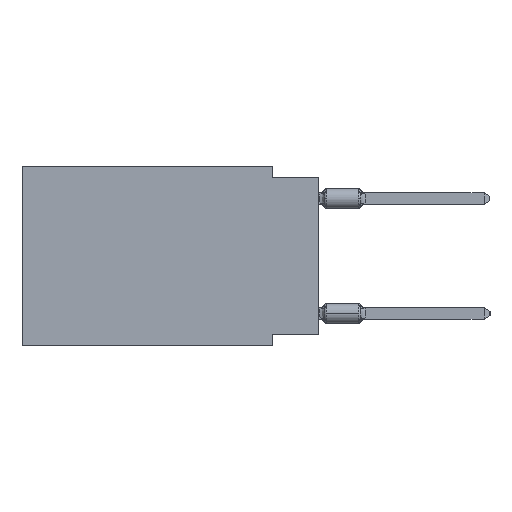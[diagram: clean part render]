
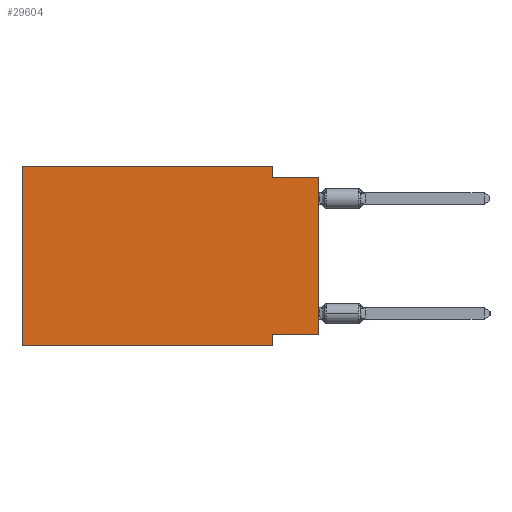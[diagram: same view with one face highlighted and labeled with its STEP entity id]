
A CAD part, left-side view. The second image highlights one B-rep face of the part: STEP entity #29604.
In plain terms, the highlighted planar face has unit normal (-1, 0, 0).
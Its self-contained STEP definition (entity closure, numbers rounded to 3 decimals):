
#278 = VERTEX_POINT ( 'NONE', #8076 ) ;
#455 = DIRECTION ( 'NONE',  ( 0., -1., 0. ) ) ;
#1069 = ORIENTED_EDGE ( 'NONE', *, *, #29470, .T. ) ;
#1554 = EDGE_LOOP ( 'NONE', ( #1730, #16266, #29143, #19808, #15541, #1069, #3488, #23220 ) ) ;
#1730 = ORIENTED_EDGE ( 'NONE', *, *, #16935, .T. ) ;
#2069 = CARTESIAN_POINT ( 'NONE',  ( 0., 2.54, 0. ) ) ;
#2311 = VERTEX_POINT ( 'NONE', #14885 ) ;
#2347 = DIRECTION ( 'NONE',  ( 0., 1., 0. ) ) ;
#2782 = LINE ( 'NONE', #11550, #6728 ) ;
#3488 = ORIENTED_EDGE ( 'NONE', *, *, #18729, .F. ) ;
#4003 = VERTEX_POINT ( 'NONE', #24779 ) ;
#4299 = VERTEX_POINT ( 'NONE', #25949 ) ;
#4762 = CARTESIAN_POINT ( 'NONE',  ( 0., 2.54, -9.906 ) ) ;
#4847 = CARTESIAN_POINT ( 'NONE',  ( 0., 16.383, -9.906 ) ) ;
#5745 = DIRECTION ( 'NONE',  ( 1., 0., 0. ) ) ;
#6117 = DIRECTION ( 'NONE',  ( 0., 0., 1. ) ) ;
#6186 = LINE ( 'NONE', #20195, #18841 ) ;
#6301 = LINE ( 'NONE', #2069, #6559 ) ;
#6513 = EDGE_CURVE ( 'NONE', #2311, #278, #2782, .T. ) ;
#6559 = VECTOR ( 'NONE', #15493, 1000. ) ;
#6566 = VERTEX_POINT ( 'NONE', #4762 ) ;
#6728 = VECTOR ( 'NONE', #2347, 1000. ) ;
#7571 = EDGE_CURVE ( 'NONE', #4299, #4003, #6301, .T. ) ;
#7853 = PLANE ( 'NONE',  #18691 ) ;
#8076 = CARTESIAN_POINT ( 'NONE',  ( 0., 2.54, -9.271 ) ) ;
#9331 = CARTESIAN_POINT ( 'NONE',  ( 0., 16.383, 0. ) ) ;
#11550 = CARTESIAN_POINT ( 'NONE',  ( 0., 0., -9.271 ) ) ;
#12126 = CARTESIAN_POINT ( 'NONE',  ( 0., 0., -0.635 ) ) ;
#12407 = CARTESIAN_POINT ( 'NONE',  ( 0., 2.54, -9.906 ) ) ;
#12465 = LINE ( 'NONE', #25642, #19735 ) ;
#13283 = DIRECTION ( 'NONE',  ( 0., 0., -1. ) ) ;
#14817 = VECTOR ( 'NONE', #455, 1000. ) ;
#14885 = CARTESIAN_POINT ( 'NONE',  ( 0., 0., -9.271 ) ) ;
#15014 = CARTESIAN_POINT ( 'NONE',  ( 0., 0., -0.635 ) ) ;
#15493 = DIRECTION ( 'NONE',  ( 0., 0., -1. ) ) ;
#15541 = ORIENTED_EDGE ( 'NONE', *, *, #25531, .F. ) ;
#16266 = ORIENTED_EDGE ( 'NONE', *, *, #25474, .F. ) ;
#16935 = EDGE_CURVE ( 'NONE', #2311, #25752, #12465, .T. ) ;
#16948 = VECTOR ( 'NONE', #6117, 1000. ) ;
#17050 = CARTESIAN_POINT ( 'NONE',  ( 0., 16.383, 0. ) ) ;
#17126 = CARTESIAN_POINT ( 'NONE',  ( 0., 16.383, 0. ) ) ;
#17899 = VECTOR ( 'NONE', #24186, 1000. ) ;
#18691 = AXIS2_PLACEMENT_3D ( 'NONE', #17050, #5745, #19318 ) ;
#18729 = EDGE_CURVE ( 'NONE', #278, #6566, #25945, .T. ) ;
#18841 = VECTOR ( 'NONE', #24548, 1000. ) ;
#19318 = DIRECTION ( 'NONE',  ( 0., 0., -1. ) ) ;
#19496 = DIRECTION ( 'NONE',  ( 0., 0., 1. ) ) ;
#19541 = LINE ( 'NONE', #15014, #17899 ) ;
#19735 = VECTOR ( 'NONE', #19496, 1000. ) ;
#19808 = ORIENTED_EDGE ( 'NONE', *, *, #24679, .F. ) ;
#20122 = LINE ( 'NONE', #17126, #16948 ) ;
#20195 = CARTESIAN_POINT ( 'NONE',  ( 0., 16.383, 0. ) ) ;
#22250 = VERTEX_POINT ( 'NONE', #9331 ) ;
#23220 = ORIENTED_EDGE ( 'NONE', *, *, #6513, .F. ) ;
#24186 = DIRECTION ( 'NONE',  ( 0., -1., 0. ) ) ;
#24548 = DIRECTION ( 'NONE',  ( 0., -1., 0. ) ) ;
#24565 = VERTEX_POINT ( 'NONE', #26060 ) ;
#24679 = EDGE_CURVE ( 'NONE', #22250, #4299, #6186, .T. ) ;
#24779 = CARTESIAN_POINT ( 'NONE',  ( 0., 2.54, -0.635 ) ) ;
#25474 = EDGE_CURVE ( 'NONE', #4003, #25752, #19541, .T. ) ;
#25531 = EDGE_CURVE ( 'NONE', #24565, #22250, #20122, .T. ) ;
#25642 = CARTESIAN_POINT ( 'NONE',  ( 0., 0., 0. ) ) ;
#25752 = VERTEX_POINT ( 'NONE', #12126 ) ;
#25945 = LINE ( 'NONE', #12407, #28306 ) ;
#25949 = CARTESIAN_POINT ( 'NONE',  ( 0., 2.54, 0. ) ) ;
#26060 = CARTESIAN_POINT ( 'NONE',  ( 0., 16.383, -9.906 ) ) ;
#26354 = FACE_OUTER_BOUND ( 'NONE', #1554, .T. ) ;
#27739 = LINE ( 'NONE', #4847, #14817 ) ;
#28306 = VECTOR ( 'NONE', #13283, 1000. ) ;
#29143 = ORIENTED_EDGE ( 'NONE', *, *, #7571, .F. ) ;
#29470 = EDGE_CURVE ( 'NONE', #24565, #6566, #27739, .T. ) ;
#29604 = ADVANCED_FACE ( 'NONE', ( #26354 ), #7853, .F. ) ;
